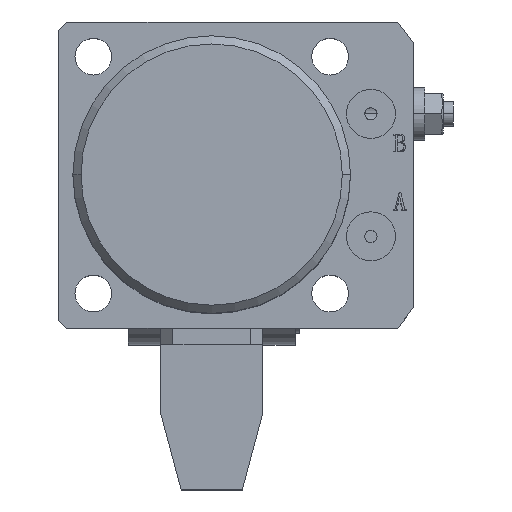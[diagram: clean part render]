
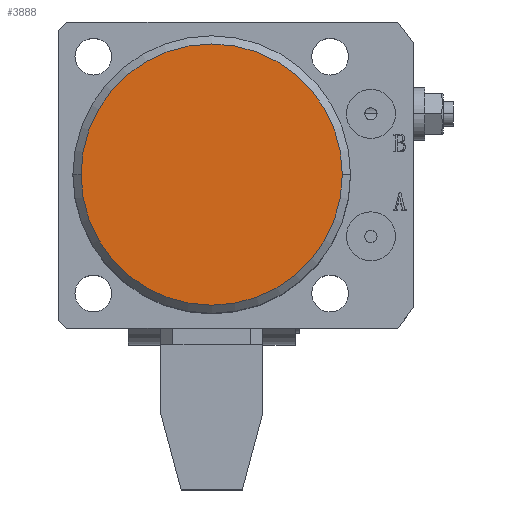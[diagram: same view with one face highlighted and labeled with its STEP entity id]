
A CAD part, top view. The second image highlights one B-rep face of the part: STEP entity #3888.
In plain terms, the highlighted planar face has unit normal (0, 0, 1).
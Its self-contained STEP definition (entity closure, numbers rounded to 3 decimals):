
#1104 = DIRECTION ( 'NONE',  ( 1., 0., 0. ) ) ;
#1105 = DIRECTION ( 'NONE',  ( 0., 0., 1. ) ) ;
#1155 = PLANE ( 'NONE',  #9968 ) ;
#1159 = CARTESIAN_POINT ( 'NONE',  ( 0., 0., 100. ) ) ;
#2132 = CARTESIAN_POINT ( 'NONE',  ( -32., 0., 100. ) ) ;
#2149 = CARTESIAN_POINT ( 'NONE',  ( 32., 0., 100. ) ) ;
#2883 = DIRECTION ( 'NONE',  ( 0., 0., 1. ) ) ;
#2884 = CARTESIAN_POINT ( 'NONE',  ( 0., 0., 100. ) ) ;
#2887 = DIRECTION ( 'NONE',  ( 1., 0., 0. ) ) ;
#3454 = VERTEX_POINT ( 'NONE', #2149 ) ;
#3469 = VERTEX_POINT ( 'NONE', #2132 ) ;
#3888 = ADVANCED_FACE ( 'NONE', ( #7917 ), #1155, .T. ) ;
#4009 = AXIS2_PLACEMENT_3D ( 'NONE', #2884, #2883, #2887 ) ;
#4221 = AXIS2_PLACEMENT_3D ( 'NONE', #6178, #6179, #6180 ) ;
#6178 = CARTESIAN_POINT ( 'NONE',  ( 0., 0., 100. ) ) ;
#6179 = DIRECTION ( 'NONE',  ( 0., 0., 1. ) ) ;
#6180 = DIRECTION ( 'NONE',  ( 1., 0., 0. ) ) ;
#6875 = CIRCLE ( 'NONE', #4221, 32. ) ;
#7392 = EDGE_LOOP ( 'NONE', ( #8876, #8875 ) ) ;
#7917 = FACE_OUTER_BOUND ( 'NONE', #7392, .T. ) ;
#8136 = CIRCLE ( 'NONE', #4009, 32. ) ;
#8875 = ORIENTED_EDGE ( 'NONE', *, *, #9211, .T. ) ;
#8876 = ORIENTED_EDGE ( 'NONE', *, *, #9780, .T. ) ;
#9211 = EDGE_CURVE ( 'NONE', #3454, #3469, #8136, .T. ) ;
#9780 = EDGE_CURVE ( 'NONE', #3469, #3454, #6875, .T. ) ;
#9968 = AXIS2_PLACEMENT_3D ( 'NONE', #1159, #1105, #1104 ) ;
